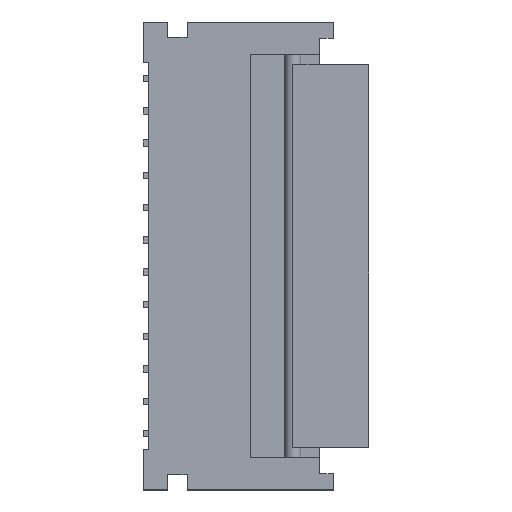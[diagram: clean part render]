
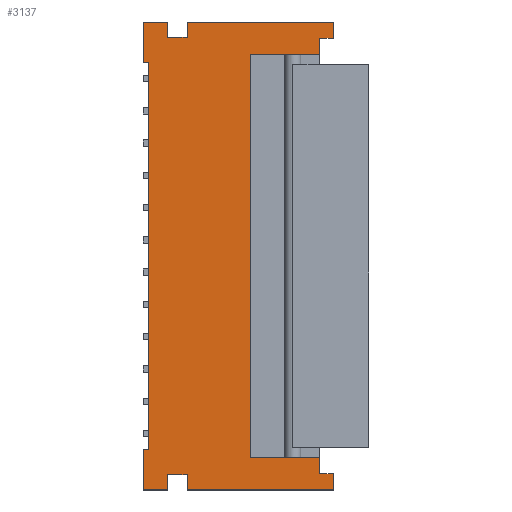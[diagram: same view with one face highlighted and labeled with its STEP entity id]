
A CAD part, top view. The second image highlights one B-rep face of the part: STEP entity #3137.
In plain terms, the highlighted planar face has unit normal (0, 0, 1).
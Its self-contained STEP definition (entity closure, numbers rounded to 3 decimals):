
#27=VECTOR('',#28,1.);
#28=DIRECTION('',(-1.,0.,0.));
#41=VECTOR('',#42,1.);
#42=DIRECTION('',(1.,0.,0.));
#48=DIRECTION('',(0.,-1.,0.));
#65=VECTOR('',#48,1.);
#81=DIRECTION('',(0.,-1.,0.));
#216=VECTOR('',#217,1.);
#217=DIRECTION('',(0.,1.,0.));
#721=DIRECTION('',(0.,0.,1.));
#745=VERTEX_POINT('',#746);
#746=CARTESIAN_POINT('',(-1.718,-3.605,0.9));
#747=ORIENTED_EDGE('',*,*,#748,.T.);
#748=EDGE_CURVE('',#745,#749,#751,.T.);
#749=VERTEX_POINT('',#750);
#750=CARTESIAN_POINT('',(-1.718,-4.35,0.9));
#751=LINE('',#746,#65);
#1378=VERTEX_POINT('',#1379);
#1379=CARTESIAN_POINT('',(-1.718,3.605,0.9));
#1381=EDGE_CURVE('',#1378,#1382,#1384,.T.);
#1382=VERTEX_POINT('',#1383);
#1383=CARTESIAN_POINT('',(-1.718,4.35,0.9));
#1384=B_SPLINE_CURVE_WITH_KNOTS('',1,(#1379,#1383),.UNSPECIFIED.,.F.,.F.,(2,2),(0.,0.745),.PIECEWISE_BEZIER_KNOTS.);
#1394=EDGE_CURVE('',#1382,#1395,#1397,.T.);
#1395=VERTEX_POINT('',#1396);
#1396=CARTESIAN_POINT('',(-1.268,4.35,0.9));
#1397=B_SPLINE_CURVE_WITH_KNOTS('',1,(#1383,#1396),.UNSPECIFIED.,.F.,.F.,(2,2),(0.,0.45),.PIECEWISE_BEZIER_KNOTS.);
#1407=EDGE_CURVE('',#1395,#1408,#1410,.T.);
#1408=VERTEX_POINT('',#1409);
#1409=CARTESIAN_POINT('',(-1.268,4.07,0.9));
#1410=B_SPLINE_CURVE_WITH_KNOTS('',1,(#1396,#1409),.UNSPECIFIED.,.F.,.F.,(2,2),(0.,0.28),.PIECEWISE_BEZIER_KNOTS.);
#1420=EDGE_CURVE('',#1408,#1421,#1423,.T.);
#1421=VERTEX_POINT('',#1422);
#1422=CARTESIAN_POINT('',(-0.903,4.07,0.9));
#1423=B_SPLINE_CURVE_WITH_KNOTS('',1,(#1409,#1422),.UNSPECIFIED.,.F.,.F.,(2,2),(0.,0.365),.PIECEWISE_BEZIER_KNOTS.);
#1433=EDGE_CURVE('',#1421,#1434,#1436,.T.);
#1434=VERTEX_POINT('',#1435);
#1435=CARTESIAN_POINT('',(-0.903,4.35,0.9));
#1436=B_SPLINE_CURVE_WITH_KNOTS('',1,(#1422,#1435),.UNSPECIFIED.,.F.,.F.,(2,2),(0.,0.28),.PIECEWISE_BEZIER_KNOTS.);
#1446=EDGE_CURVE('',#1434,#1447,#1449,.T.);
#1447=VERTEX_POINT('',#1448);
#1448=CARTESIAN_POINT('',(1.813,4.35,0.9));
#1449=B_SPLINE_CURVE_WITH_KNOTS('',1,(#1435,#1448),.UNSPECIFIED.,.F.,.F.,(2,2),(0.,2.715),.PIECEWISE_BEZIER_KNOTS.);
#1459=EDGE_CURVE('',#1447,#1460,#1462,.T.);
#1460=VERTEX_POINT('',#1461);
#1461=CARTESIAN_POINT('',(1.813,4.05,0.9));
#1462=B_SPLINE_CURVE_WITH_KNOTS('',1,(#1448,#1461),.UNSPECIFIED.,.F.,.F.,(2,2),(0.,0.3),.PIECEWISE_BEZIER_KNOTS.);
#1472=EDGE_CURVE('',#1460,#1473,#1475,.T.);
#1473=VERTEX_POINT('',#1474);
#1474=CARTESIAN_POINT('',(1.563,4.05,0.9));
#1475=B_SPLINE_CURVE_WITH_KNOTS('',1,(#1461,#1474),.UNSPECIFIED.,.F.,.F.,(2,2),(0.,0.25),.PIECEWISE_BEZIER_KNOTS.);
#1485=EDGE_CURVE('',#1473,#1486,#1488,.T.);
#1486=VERTEX_POINT('',#1487);
#1487=CARTESIAN_POINT('',(1.563,3.75,0.9));
#1488=B_SPLINE_CURVE_WITH_KNOTS('',1,(#1474,#1489),.UNSPECIFIED.,.F.,.F.,(2,2),(0.,4.05),.PIECEWISE_BEZIER_KNOTS.);
#1489=CARTESIAN_POINT('',(1.563,0.,0.9));
#2566=VERTEX_POINT('',#2567);
#2567=CARTESIAN_POINT('',(1.563,-4.05,0.9));
#2569=ORIENTED_EDGE('',*,*,#2570,.T.);
#2570=EDGE_CURVE('',#2566,#2571,#2573,.T.);
#2571=VERTEX_POINT('',#2572);
#2572=CARTESIAN_POINT('',(1.563,-3.75,0.9));
#2573=LINE('',#2567,#216);
#2587=VERTEX_POINT('',#2588);
#2588=CARTESIAN_POINT('',(1.813,-4.05,0.9));
#2590=ORIENTED_EDGE('',*,*,#2591,.T.);
#2591=EDGE_CURVE('',#2587,#2566,#2592,.T.);
#2592=LINE('',#2588,#27);
#2602=VERTEX_POINT('',#2603);
#2603=CARTESIAN_POINT('',(1.813,-4.35,0.9));
#2605=ORIENTED_EDGE('',*,*,#2606,.T.);
#2606=EDGE_CURVE('',#2602,#2587,#2607,.T.);
#2607=LINE('',#2603,#216);
#2617=VERTEX_POINT('',#2618);
#2618=CARTESIAN_POINT('',(-0.903,-4.35,0.9));
#2620=ORIENTED_EDGE('',*,*,#2621,.T.);
#2621=EDGE_CURVE('',#2617,#2602,#2622,.T.);
#2622=LINE('',#2618,#41);
#2632=VERTEX_POINT('',#2633);
#2633=CARTESIAN_POINT('',(-0.903,-4.07,0.9));
#2635=ORIENTED_EDGE('',*,*,#2636,.T.);
#2636=EDGE_CURVE('',#2632,#2617,#2637,.T.);
#2637=LINE('',#2633,#65);
#2647=VERTEX_POINT('',#2648);
#2648=CARTESIAN_POINT('',(-1.268,-4.07,0.9));
#2650=ORIENTED_EDGE('',*,*,#2651,.T.);
#2651=EDGE_CURVE('',#2647,#2632,#2652,.T.);
#2652=LINE('',#2648,#41);
#2662=VERTEX_POINT('',#2663);
#2663=CARTESIAN_POINT('',(-1.268,-4.35,0.9));
#2665=ORIENTED_EDGE('',*,*,#2666,.T.);
#2666=EDGE_CURVE('',#2662,#2647,#2667,.T.);
#2667=LINE('',#2663,#216);
#2676=ORIENTED_EDGE('',*,*,#2677,.T.);
#2677=EDGE_CURVE('',#749,#2662,#2678,.T.);
#2678=LINE('',#750,#41);
#3137=ADVANCED_FACE('',(#3138),#3181,.T.);
#3138=FACE_BOUND('',#3139,.T.);
#3139=EDGE_LOOP('',(#3140,#3147,#3152,#747,#2676,#2665,#2650,#2635,#2620,#2605,#2590,#2569,#3155,#3160,#3165,#3169,#3170,#3171,#3172,#3173,#3174,#3175,#3176,#3177,#3178));
#3140=ORIENTED_EDGE('',*,*,#3141,.F.);
#3141=EDGE_CURVE('',#3142,#3144,#3146,.T.);
#3142=VERTEX_POINT('',#3143);
#3143=CARTESIAN_POINT('',(-1.618,0.,0.9));
#3144=VERTEX_POINT('',#3145);
#3145=CARTESIAN_POINT('',(-1.618,3.605,0.9));
#3146=B_SPLINE_CURVE_WITH_KNOTS('',1,(#3143,#3145),.UNSPECIFIED.,.F.,.F.,(2,2),(0.,3.605),.PIECEWISE_BEZIER_KNOTS.);
#3147=ORIENTED_EDGE('',*,*,#3148,.T.);
#3148=EDGE_CURVE('',#3142,#3149,#3151,.T.);
#3149=VERTEX_POINT('',#3150);
#3150=CARTESIAN_POINT('',(-1.618,-3.605,0.9));
#3151=LINE('',#3143,#65);
#3152=ORIENTED_EDGE('',*,*,#3153,.T.);
#3153=EDGE_CURVE('',#3149,#745,#3154,.T.);
#3154=LINE('',#3150,#27);
#3155=ORIENTED_EDGE('',*,*,#3156,.F.);
#3156=EDGE_CURVE('',#3157,#2571,#3159,.T.);
#3157=VERTEX_POINT('',#3158);
#3158=CARTESIAN_POINT('',(0.273,-3.75,0.9));
#3159=LINE('',#3158,#41);
#3160=ORIENTED_EDGE('',*,*,#3161,.F.);
#3161=EDGE_CURVE('',#3162,#3157,#3164,.T.);
#3162=VERTEX_POINT('',#3163);
#3163=CARTESIAN_POINT('',(0.273,3.75,0.9));
#3164=LINE('',#3163,#65);
#3165=ORIENTED_EDGE('',*,*,#3166,.F.);
#3166=EDGE_CURVE('',#1486,#3162,#3167,.T.);
#3167=LINE('',#3168,#27);
#3168=CARTESIAN_POINT('',(1.813,3.75,0.9));
#3169=ORIENTED_EDGE('',*,*,#1485,.F.);
#3170=ORIENTED_EDGE('',*,*,#1472,.F.);
#3171=ORIENTED_EDGE('',*,*,#1459,.F.);
#3172=ORIENTED_EDGE('',*,*,#1446,.F.);
#3173=ORIENTED_EDGE('',*,*,#1433,.F.);
#3174=ORIENTED_EDGE('',*,*,#1420,.F.);
#3175=ORIENTED_EDGE('',*,*,#1407,.F.);
#3176=ORIENTED_EDGE('',*,*,#1394,.F.);
#3177=ORIENTED_EDGE('',*,*,#1381,.F.);
#3178=ORIENTED_EDGE('',*,*,#3179,.F.);
#3179=EDGE_CURVE('',#3144,#1378,#3180,.T.);
#3180=B_SPLINE_CURVE_WITH_KNOTS('',1,(#3145,#1379),.UNSPECIFIED.,.F.,.F.,(2,2),(0.,0.1),.PIECEWISE_BEZIER_KNOTS.);
#3181=PLANE('',#3182);
#3182=AXIS2_PLACEMENT_3D('',#3183,#721,#81);
#3183=CARTESIAN_POINT('',(-0.032,0.,0.9));
